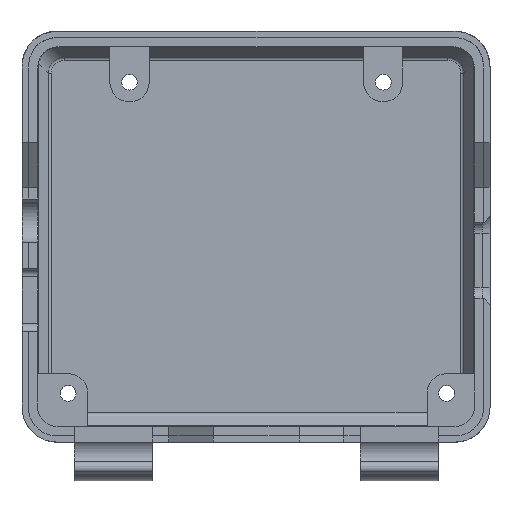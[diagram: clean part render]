
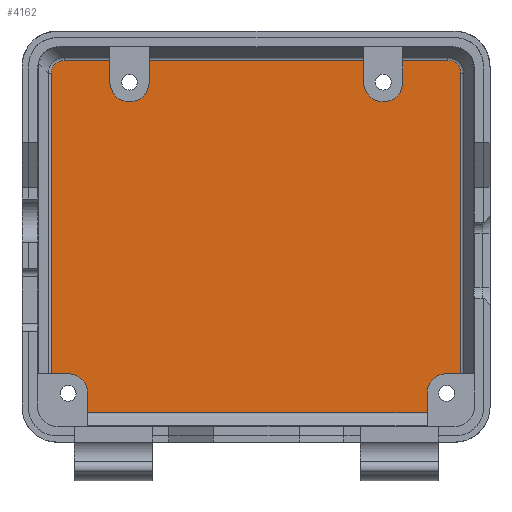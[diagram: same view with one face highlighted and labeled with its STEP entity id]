
A CAD part, top view. The second image highlights one B-rep face of the part: STEP entity #4162.
In plain terms, the highlighted planar face has unit normal (0, 0, 1).
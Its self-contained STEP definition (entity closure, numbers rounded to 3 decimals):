
#55=ELLIPSE('',#4471,2.815,2.);
#56=ELLIPSE('',#4474,2.815,2.);
#194=PLANE('',#4470);
#529=LINE('',#7260,#929);
#535=LINE('',#7280,#935);
#537=LINE('',#7288,#937);
#539=LINE('',#7294,#939);
#540=LINE('',#7298,#940);
#541=LINE('',#7300,#941);
#542=LINE('',#7304,#942);
#543=LINE('',#7306,#943);
#544=LINE('',#7308,#944);
#545=LINE('',#7312,#945);
#546=LINE('',#7314,#946);
#547=LINE('',#7318,#947);
#548=LINE('',#7320,#948);
#549=LINE('',#7323,#949);
#929=VECTOR('',#5349,10.);
#935=VECTOR('',#5371,10.);
#937=VECTOR('',#5379,10.);
#939=VECTOR('',#5385,10.);
#940=VECTOR('',#5388,10.);
#941=VECTOR('',#5389,10.);
#942=VECTOR('',#5392,10.);
#943=VECTOR('',#5393,10.);
#944=VECTOR('',#5394,10.);
#945=VECTOR('',#5397,10.);
#946=VECTOR('',#5398,10.);
#947=VECTOR('',#5401,10.);
#948=VECTOR('',#5402,10.);
#949=VECTOR('',#5405,10.);
#1224=FACE_OUTER_BOUND('',#1459,.T.);
#1459=EDGE_LOOP('',(#3484,#3485,#3486,#3487,#3488,#3489,#3490,#3491,#3492,
#3493,#3494,#3495,#3496,#3497,#3498,#3499,#3500,#3501,#3502,#3503));
#1649=CIRCLE('',#4464,2.516);
#1653=CIRCLE('',#4472,2.516);
#1654=CIRCLE('',#4473,2.516);
#1655=CIRCLE('',#4475,2.516);
#2016=VERTEX_POINT('',#7258);
#2017=VERTEX_POINT('',#7259);
#2022=VERTEX_POINT('',#7275);
#2023=VERTEX_POINT('',#7279);
#2026=VERTEX_POINT('',#7287);
#2028=VERTEX_POINT('',#7293);
#2029=VERTEX_POINT('',#7295);
#2030=VERTEX_POINT('',#7297);
#2031=VERTEX_POINT('',#7299);
#2032=VERTEX_POINT('',#7301);
#2033=VERTEX_POINT('',#7303);
#2034=VERTEX_POINT('',#7305);
#2035=VERTEX_POINT('',#7307);
#2036=VERTEX_POINT('',#7309);
#2037=VERTEX_POINT('',#7311);
#2038=VERTEX_POINT('',#7313);
#2039=VERTEX_POINT('',#7315);
#2040=VERTEX_POINT('',#7317);
#2041=VERTEX_POINT('',#7319);
#2042=VERTEX_POINT('',#7321);
#2543=EDGE_CURVE('',#2016,#2017,#529,.T.);
#2552=EDGE_CURVE('',#2017,#2022,#1649,.T.);
#2554=EDGE_CURVE('',#2022,#2023,#535,.T.);
#2558=EDGE_CURVE('',#2026,#2016,#537,.T.);
#2561=EDGE_CURVE('',#2023,#2028,#539,.T.);
#2562=EDGE_CURVE('',#2028,#2029,#55,.T.);
#2563=EDGE_CURVE('',#2029,#2030,#540,.T.);
#2564=EDGE_CURVE('',#2030,#2031,#541,.T.);
#2565=EDGE_CURVE('',#2031,#2032,#1653,.T.);
#2566=EDGE_CURVE('',#2032,#2033,#542,.T.);
#2567=EDGE_CURVE('',#2033,#2034,#543,.T.);
#2568=EDGE_CURVE('',#2034,#2035,#544,.T.);
#2569=EDGE_CURVE('',#2035,#2036,#1654,.T.);
#2570=EDGE_CURVE('',#2036,#2037,#545,.T.);
#2571=EDGE_CURVE('',#2037,#2038,#546,.T.);
#2572=EDGE_CURVE('',#2038,#2039,#56,.T.);
#2573=EDGE_CURVE('',#2039,#2040,#547,.T.);
#2574=EDGE_CURVE('',#2040,#2041,#548,.T.);
#2575=EDGE_CURVE('',#2041,#2042,#1655,.T.);
#2576=EDGE_CURVE('',#2042,#2026,#549,.T.);
#3484=ORIENTED_EDGE('',*,*,#2543,.T.);
#3485=ORIENTED_EDGE('',*,*,#2552,.T.);
#3486=ORIENTED_EDGE('',*,*,#2554,.T.);
#3487=ORIENTED_EDGE('',*,*,#2561,.T.);
#3488=ORIENTED_EDGE('',*,*,#2562,.T.);
#3489=ORIENTED_EDGE('',*,*,#2563,.T.);
#3490=ORIENTED_EDGE('',*,*,#2564,.T.);
#3491=ORIENTED_EDGE('',*,*,#2565,.T.);
#3492=ORIENTED_EDGE('',*,*,#2566,.T.);
#3493=ORIENTED_EDGE('',*,*,#2567,.T.);
#3494=ORIENTED_EDGE('',*,*,#2568,.T.);
#3495=ORIENTED_EDGE('',*,*,#2569,.T.);
#3496=ORIENTED_EDGE('',*,*,#2570,.T.);
#3497=ORIENTED_EDGE('',*,*,#2571,.T.);
#3498=ORIENTED_EDGE('',*,*,#2572,.T.);
#3499=ORIENTED_EDGE('',*,*,#2573,.T.);
#3500=ORIENTED_EDGE('',*,*,#2574,.T.);
#3501=ORIENTED_EDGE('',*,*,#2575,.T.);
#3502=ORIENTED_EDGE('',*,*,#2576,.T.);
#3503=ORIENTED_EDGE('',*,*,#2558,.T.);
#4162=ADVANCED_FACE('',(#1224),#194,.F.);
#4464=AXIS2_PLACEMENT_3D('',#7276,#5366,#5367);
#4470=AXIS2_PLACEMENT_3D('',#7292,#5383,#5384);
#4471=AXIS2_PLACEMENT_3D('',#7296,#5386,#5387);
#4472=AXIS2_PLACEMENT_3D('',#7302,#5390,#5391);
#4473=AXIS2_PLACEMENT_3D('',#7310,#5395,#5396);
#4474=AXIS2_PLACEMENT_3D('',#7316,#5399,#5400);
#4475=AXIS2_PLACEMENT_3D('',#7322,#5403,#5404);
#5349=DIRECTION('',(0.,1.,0.));
#5366=DIRECTION('center_axis',(0.,0.,-1.));
#5367=DIRECTION('ref_axis',(1.,0.,0.));
#5371=DIRECTION('',(1.,0.,0.));
#5379=DIRECTION('',(1.,0.,0.));
#5383=DIRECTION('center_axis',(0.,0.,-1.));
#5384=DIRECTION('ref_axis',(-1.,0.,0.));
#5385=DIRECTION('',(0.,1.,0.));
#5386=DIRECTION('center_axis',(0.,0.,1.));
#5387=DIRECTION('ref_axis',(0.707,0.707,0.));
#5388=DIRECTION('',(-1.,0.,0.));
#5389=DIRECTION('',(0.,-1.,0.));
#5390=DIRECTION('center_axis',(0.,0.,-1.));
#5391=DIRECTION('ref_axis',(1.,0.,0.));
#5392=DIRECTION('',(0.,1.,0.));
#5393=DIRECTION('',(-1.,0.,0.));
#5394=DIRECTION('',(0.,-1.,0.));
#5395=DIRECTION('center_axis',(0.,0.,-1.));
#5396=DIRECTION('ref_axis',(1.,0.,0.));
#5397=DIRECTION('',(0.,1.,0.));
#5398=DIRECTION('',(-1.,0.,0.));
#5399=DIRECTION('center_axis',(0.,0.,1.));
#5400=DIRECTION('ref_axis',(-0.707,0.707,0.));
#5401=DIRECTION('',(0.,-1.,0.));
#5402=DIRECTION('',(1.,0.,0.));
#5403=DIRECTION('center_axis',(0.,0.,-1.));
#5404=DIRECTION('ref_axis',(1.,0.,0.));
#5405=DIRECTION('',(0.,-1.,0.));
#7258=CARTESIAN_POINT('',(21.868,-19.517,-3.));
#7259=CARTESIAN_POINT('',(21.868,-17.018,-3.));
#7260=CARTESIAN_POINT('',(21.868,-9.108,-3.));
#7275=CARTESIAN_POINT('',(24.384,-14.502,-3.));
#7276=CARTESIAN_POINT('Origin',(24.384,-17.018,-3.));
#7279=CARTESIAN_POINT('',(26.177,-14.502,-3.));
#7280=CARTESIAN_POINT('',(12.168,-14.502,-3.));
#7287=CARTESIAN_POINT('',(-21.614,-19.517,-3.));
#7288=CARTESIAN_POINT('',(-7.045,-19.517,-3.));
#7292=CARTESIAN_POINT('Origin',(-0.048,3.061,-3.));
#7293=CARTESIAN_POINT('',(26.177,24.001,-3.));
#7294=CARTESIAN_POINT('',(26.177,-3.024,-3.));
#7295=CARTESIAN_POINT('',(24.539,25.639,-3.));
#7296=CARTESIAN_POINT('Origin',(23.735,23.197,-3.));
#7297=CARTESIAN_POINT('',(18.772,25.639,-3.));
#7298=CARTESIAN_POINT('',(6.948,25.639,-3.));
#7299=CARTESIAN_POINT('',(18.772,22.86,-3.));
#7300=CARTESIAN_POINT('',(18.772,15.23,-3.));
#7301=CARTESIAN_POINT('',(13.74,22.86,-3.));
#7302=CARTESIAN_POINT('Origin',(16.256,22.86,-3.));
#7303=CARTESIAN_POINT('',(13.74,25.639,-3.));
#7304=CARTESIAN_POINT('',(13.74,12.961,-3.));
#7305=CARTESIAN_POINT('',(-13.74,25.639,-3.));
#7306=CARTESIAN_POINT('',(6.948,25.639,-3.));
#7307=CARTESIAN_POINT('',(-13.74,22.86,-3.));
#7308=CARTESIAN_POINT('',(-13.74,15.23,-3.));
#7309=CARTESIAN_POINT('',(-18.772,22.86,-3.));
#7310=CARTESIAN_POINT('Origin',(-16.256,22.86,-3.));
#7311=CARTESIAN_POINT('',(-18.772,25.639,-3.));
#7312=CARTESIAN_POINT('',(-18.772,12.961,-3.));
#7313=CARTESIAN_POINT('',(-24.636,25.639,-3.));
#7314=CARTESIAN_POINT('',(6.948,25.639,-3.));
#7315=CARTESIAN_POINT('',(-26.274,24.001,-3.));
#7316=CARTESIAN_POINT('Origin',(-23.832,23.197,-3.));
#7317=CARTESIAN_POINT('',(-26.274,-14.502,-3.));
#7318=CARTESIAN_POINT('',(-26.274,9.146,-3.));
#7319=CARTESIAN_POINT('',(-24.13,-14.502,-3.));
#7320=CARTESIAN_POINT('',(-14.041,-14.502,-3.));
#7321=CARTESIAN_POINT('',(-21.614,-17.018,-3.));
#7322=CARTESIAN_POINT('Origin',(-24.13,-17.018,-3.));
#7323=CARTESIAN_POINT('',(-21.614,-6.979,-3.));
